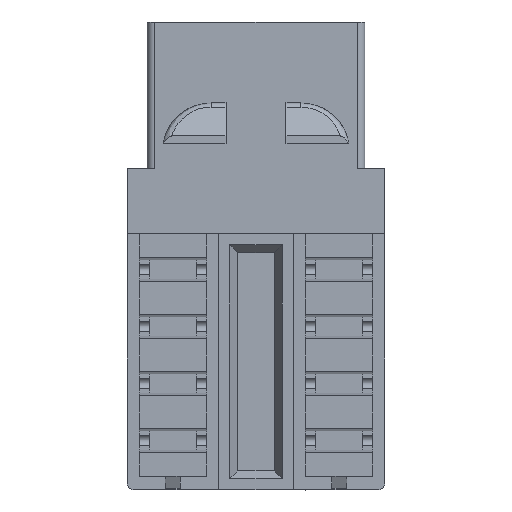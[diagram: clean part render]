
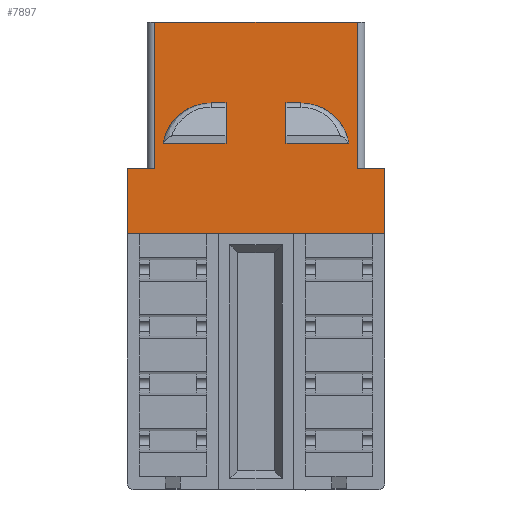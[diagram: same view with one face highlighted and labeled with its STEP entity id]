
A CAD part, front view. The second image highlights one B-rep face of the part: STEP entity #7897.
In plain terms, the highlighted planar face has unit normal (0, -1, 0).
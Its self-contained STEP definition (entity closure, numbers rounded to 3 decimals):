
#828 = CARTESIAN_POINT ( 'NONE',  ( -2., -8., -8.1 ) ) ;
#829 = CARTESIAN_POINT ( 'NONE',  ( 6.75, -8., -9.75 ) ) ;
#915 = CARTESIAN_POINT ( 'NONE',  ( 2., -8., -8.1 ) ) ;
#3036 = CARTESIAN_POINT ( 'NONE',  ( -2., -8., -5.4 ) ) ;
#3230 = VERTEX_POINT ( 'NONE', #20298 ) ;
#3740 = ORIENTED_EDGE ( 'NONE', *, *, #18011, .T. ) ;
#3741 = ORIENTED_EDGE ( 'NONE', *, *, #17788, .T. ) ;
#3783 = ORIENTED_EDGE ( 'NONE', *, *, #17800, .F. ) ;
#3788 = ORIENTED_EDGE ( 'NONE', *, *, #17970, .F. ) ;
#3829 = ORIENTED_EDGE ( 'NONE', *, *, #17808, .F. ) ;
#3875 = ORIENTED_EDGE ( 'NONE', *, *, #17799, .T. ) ;
#5134 = CARTESIAN_POINT ( 'NONE',  ( -8.6, -8., -9.75 ) ) ;
#5135 = DIRECTION ( 'NONE',  ( 1., 0., 0. ) ) ;
#5159 = CARTESIAN_POINT ( 'NONE',  ( 6.2, -8., -8.1 ) ) ;
#5160 = DIRECTION ( 'NONE',  ( -1., 0., 0. ) ) ;
#5235 = CARTESIAN_POINT ( 'NONE',  ( 6.2, -8., -5.4 ) ) ;
#5245 = DIRECTION ( 'NONE',  ( -1., 0., 0. ) ) ;
#5256 = CARTESIAN_POINT ( 'NONE',  ( 6.2, -8., -5.4 ) ) ;
#5257 = DIRECTION ( 'NONE',  ( -1., 0., 0. ) ) ;
#5266 = CARTESIAN_POINT ( 'NONE',  ( 3., -8., -8.646 ) ) ;
#5267 = DIRECTION ( 'NONE',  ( 0., 1., 0. ) ) ;
#5268 = DIRECTION ( 'NONE',  ( 0., 0., 1. ) ) ;
#5271 = CARTESIAN_POINT ( 'NONE',  ( 2., -8., -5.4 ) ) ;
#5272 = DIRECTION ( 'NONE',  ( 0., 0., 1. ) ) ;
#5273 = DIRECTION ( 'NONE',  ( 1., 0., 0. ) ) ;
#5275 = CARTESIAN_POINT ( 'NONE',  ( 6.2, -8., -8.1 ) ) ;
#5279 = CARTESIAN_POINT ( 'NONE',  ( -2., -8., -5.4 ) ) ;
#5280 = CARTESIAN_POINT ( 'NONE',  ( 8.6, -8., -9.75 ) ) ;
#5281 = DIRECTION ( 'NONE',  ( 0., 0., -1. ) ) ;
#5282 = DIRECTION ( 'NONE',  ( -1., 0., 0. ) ) ;
#5283 = CARTESIAN_POINT ( 'NONE',  ( -6.75, -8., -14.1 ) ) ;
#5284 = DIRECTION ( 'NONE',  ( 0., 0., -1. ) ) ;
#5285 = CARTESIAN_POINT ( 'NONE',  ( 8.6, -8., -14.1 ) ) ;
#5286 = DIRECTION ( 'NONE',  ( 0., 0., -1. ) ) ;
#5293 = CARTESIAN_POINT ( 'NONE',  ( -3., -8., -8.646 ) ) ;
#5294 = DIRECTION ( 'NONE',  ( 0., 1., 0. ) ) ;
#5295 = DIRECTION ( 'NONE',  ( 0., 0., 1. ) ) ;
#5296 = CARTESIAN_POINT ( 'NONE',  ( 6.75, -8., -14.1 ) ) ;
#5297 = DIRECTION ( 'NONE',  ( 0., 0., 1. ) ) ;
#5584 = CARTESIAN_POINT ( 'NONE',  ( 8.6, -8., -14.1 ) ) ;
#5603 = DIRECTION ( 'NONE',  ( -1., 0., 0. ) ) ;
#5709 = CARTESIAN_POINT ( 'NONE',  ( 8.6, -8., 0. ) ) ;
#5730 = DIRECTION ( 'NONE',  ( -1., 0., 0. ) ) ;
#7295 = AXIS2_PLACEMENT_3D ( 'NONE', #5266, #5267, #5268 ) ;
#7296 = AXIS2_PLACEMENT_3D ( 'NONE', #5293, #5294, #5295 ) ;
#7446 = VERTEX_POINT ( 'NONE', #16584 ) ;
#7897 = ADVANCED_FACE ( 'NONE', ( #17649, #17655, #17651 ), #16532, .F. ) ;
#8096 = CARTESIAN_POINT ( 'NONE',  ( -6.75, -8., 0. ) ) ;
#8104 = CARTESIAN_POINT ( 'NONE',  ( 2., -8., -5.4 ) ) ;
#8140 = CARTESIAN_POINT ( 'NONE',  ( -8.6, -8., -9.75 ) ) ;
#8330 = CARTESIAN_POINT ( 'NONE',  ( -6.75, -8., -9.75 ) ) ;
#8407 = CARTESIAN_POINT ( 'NONE',  ( 6.2, -8., -8.1 ) ) ;
#8433 = ORIENTED_EDGE ( 'NONE', *, *, #17773, .F. ) ;
#8477 = ORIENTED_EDGE ( 'NONE', *, *, #17678, .T. ) ;
#8794 = VERTEX_POINT ( 'NONE', #16517 ) ;
#8802 = VERTEX_POINT ( 'NONE', #16342 ) ;
#8865 = VERTEX_POINT ( 'NONE', #8330 ) ;
#8899 = VERTEX_POINT ( 'NONE', #8140 ) ;
#8932 = VERTEX_POINT ( 'NONE', #8104 ) ;
#8933 = VERTEX_POINT ( 'NONE', #8096 ) ;
#8936 = VERTEX_POINT ( 'NONE', #8407 ) ;
#14365 = ORIENTED_EDGE ( 'NONE', *, *, #17782, .T. ) ;
#14402 = ORIENTED_EDGE ( 'NONE', *, *, #17797, .T. ) ;
#14417 = ORIENTED_EDGE ( 'NONE', *, *, #17761, .F. ) ;
#14433 = ORIENTED_EDGE ( 'NONE', *, *, #17795, .T. ) ;
#14465 = ORIENTED_EDGE ( 'NONE', *, *, #17806, .T. ) ;
#14562 = ORIENTED_EDGE ( 'NONE', *, *, #17810, .T. ) ;
#14575 = ORIENTED_EDGE ( 'NONE', *, *, #17493, .T. ) ;
#14722 = ORIENTED_EDGE ( 'NONE', *, *, #17652, .F. ) ;
#15097 = VERTEX_POINT ( 'NONE', #15323 ) ;
#15131 = VERTEX_POINT ( 'NONE', #15357 ) ;
#15134 = VERTEX_POINT ( 'NONE', #15360 ) ;
#15323 = CARTESIAN_POINT ( 'NONE',  ( -8.6, -8., -14.1 ) ) ;
#15357 = CARTESIAN_POINT ( 'NONE',  ( -3., -8., -5.4 ) ) ;
#15360 = CARTESIAN_POINT ( 'NONE',  ( 8.6, -8., -9.75 ) ) ;
#16342 = CARTESIAN_POINT ( 'NONE',  ( 3., -8., -5.4 ) ) ;
#16367 = DIRECTION ( 'NONE',  ( 0., 1., 0. ) ) ;
#16438 = CARTESIAN_POINT ( 'NONE',  ( 8.6, -8., -14.1 ) ) ;
#16517 = CARTESIAN_POINT ( 'NONE',  ( 8.6, -8., -14.1 ) ) ;
#16527 = DIRECTION ( 'NONE',  ( 0., 0., 1. ) ) ;
#16532 = PLANE ( 'NONE',  #21813 ) ;
#16584 = CARTESIAN_POINT ( 'NONE',  ( 6.75, -8., 0. ) ) ;
#16705 = VERTEX_POINT ( 'NONE', #828 ) ;
#16706 = VERTEX_POINT ( 'NONE', #829 ) ;
#16799 = VERTEX_POINT ( 'NONE', #915 ) ;
#17493 = EDGE_CURVE ( 'NONE', #8899, #15097, #23934, .T. ) ;
#17649 = FACE_BOUND ( 'NONE', #20390, .T. ) ;
#17651 = FACE_OUTER_BOUND ( 'NONE', #20594, .T. ) ;
#17652 = EDGE_CURVE ( 'NONE', #8899, #8865, #24065, .T. ) ;
#17655 = FACE_BOUND ( 'NONE', #20511, .T. ) ;
#17678 = EDGE_CURVE ( 'NONE', #8936, #16799, #24088, .T. ) ;
#17761 = EDGE_CURVE ( 'NONE', #18733, #15131, #24153, .T. ) ;
#17773 = EDGE_CURVE ( 'NONE', #8802, #8932, #24171, .T. ) ;
#17782 = EDGE_CURVE ( 'NONE', #8802, #8936, #24179, .T. ) ;
#17788 = EDGE_CURVE ( 'NONE', #16799, #8932, #24184, .T. ) ;
#17795 = EDGE_CURVE ( 'NONE', #18733, #16705, #24188, .T. ) ;
#17797 = EDGE_CURVE ( 'NONE', #16705, #3230, #24187, .T. ) ;
#17799 = EDGE_CURVE ( 'NONE', #8933, #8865, #24192, .T. ) ;
#17800 = EDGE_CURVE ( 'NONE', #15134, #8794, #24194, .T. ) ;
#17806 = EDGE_CURVE ( 'NONE', #3230, #15131, #24200, .T. ) ;
#17808 = EDGE_CURVE ( 'NONE', #16706, #15134, #24202, .T. ) ;
#17810 = EDGE_CURVE ( 'NONE', #16706, #7446, #24203, .T. ) ;
#17970 = EDGE_CURVE ( 'NONE', #8794, #15097, #22626, .T. ) ;
#18011 = EDGE_CURVE ( 'NONE', #7446, #8933, #22683, .T. ) ;
#18733 = VERTEX_POINT ( 'NONE', #3036 ) ;
#20298 = CARTESIAN_POINT ( 'NONE',  ( -6.2, -8., -8.1 ) ) ;
#20390 = EDGE_LOOP ( 'NONE', ( #8433, #14365, #8477, #3741 ) ) ;
#20511 = EDGE_LOOP ( 'NONE', ( #14417, #14433, #14402, #14465 ) ) ;
#20594 = EDGE_LOOP ( 'NONE', ( #3740, #3875, #14722, #14575, #3788, #3783, #3829, #14562 ) ) ;
#21813 = AXIS2_PLACEMENT_3D ( 'NONE', #16438, #16367, #16527 ) ;
#22169 = CARTESIAN_POINT ( 'NONE',  ( -8.6, -8., -14.1 ) ) ;
#22171 = DIRECTION ( 'NONE',  ( 0., 0., -1. ) ) ;
#22626 = LINE ( 'NONE', #5584, #22633 ) ;
#22633 = VECTOR ( 'NONE', #5603, 1000. ) ;
#22683 = LINE ( 'NONE', #5709, #22707 ) ;
#22707 = VECTOR ( 'NONE', #5730, 1000. ) ;
#23934 = LINE ( 'NONE', #22169, #23937 ) ;
#23937 = VECTOR ( 'NONE', #22171, 1000. ) ;
#24065 = LINE ( 'NONE', #5134, #24068 ) ;
#24068 = VECTOR ( 'NONE', #5135, 1000. ) ;
#24088 = LINE ( 'NONE', #5159, #24091 ) ;
#24091 = VECTOR ( 'NONE', #5160, 1000. ) ;
#24153 = LINE ( 'NONE', #5235, #24162 ) ;
#24162 = VECTOR ( 'NONE', #5245, 1000. ) ;
#24171 = LINE ( 'NONE', #5256, #24174 ) ;
#24174 = VECTOR ( 'NONE', #5257, 1000. ) ;
#24179 = CIRCLE ( 'NONE', #7295, 3.246 ) ;
#24184 = LINE ( 'NONE', #5271, #24186 ) ;
#24186 = VECTOR ( 'NONE', #5272, 1000. ) ;
#24187 = LINE ( 'NONE', #5275, #24193 ) ;
#24188 = LINE ( 'NONE', #5279, #24191 ) ;
#24191 = VECTOR ( 'NONE', #5281, 1000. ) ;
#24192 = LINE ( 'NONE', #5283, #24195 ) ;
#24193 = VECTOR ( 'NONE', #5282, 1000. ) ;
#24194 = LINE ( 'NONE', #5285, #24197 ) ;
#24195 = VECTOR ( 'NONE', #5284, 1000. ) ;
#24197 = VECTOR ( 'NONE', #5286, 1000. ) ;
#24200 = CIRCLE ( 'NONE', #7296, 3.246 ) ;
#24202 = LINE ( 'NONE', #5280, #24204 ) ;
#24203 = LINE ( 'NONE', #5296, #24206 ) ;
#24204 = VECTOR ( 'NONE', #5273, 1000. ) ;
#24206 = VECTOR ( 'NONE', #5297, 1000. ) ;
